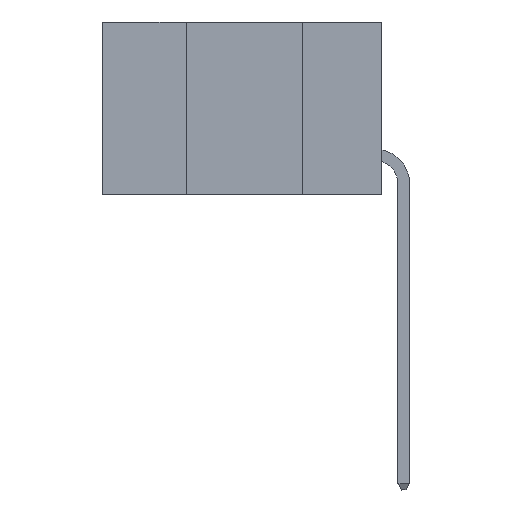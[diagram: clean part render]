
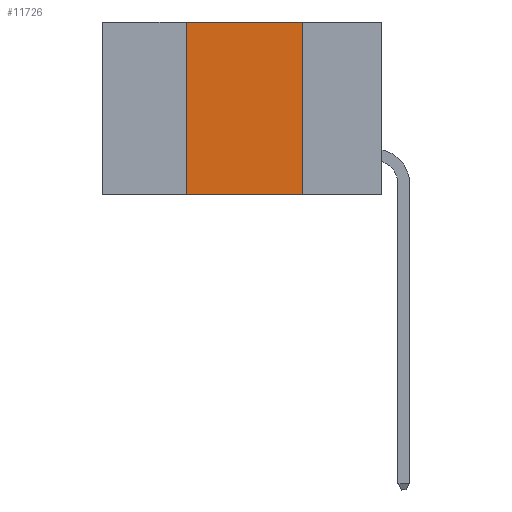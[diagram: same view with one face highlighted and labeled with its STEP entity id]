
A CAD part, left-side view. The second image highlights one B-rep face of the part: STEP entity #11726.
In plain terms, the highlighted planar face has unit normal (-1, 0, 0).
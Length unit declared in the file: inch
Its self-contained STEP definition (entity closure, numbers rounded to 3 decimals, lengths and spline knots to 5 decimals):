
#724 = EDGE_LOOP ( 'NONE', ( #18543, #17383, #11662, #14670 ) ) ;
#1096 = DIRECTION ( 'NONE',  ( 0., -1., 0. ) ) ;
#2230 = CARTESIAN_POINT ( 'NONE',  ( 0., 0.17, 0. ) ) ;
#3212 = LINE ( 'NONE', #20680, #15751 ) ;
#4827 = CARTESIAN_POINT ( 'NONE',  ( 0., 0.42, 0. ) ) ;
#5321 = CARTESIAN_POINT ( 'NONE',  ( 0., 0.17, -0.37 ) ) ;
#6084 = DIRECTION ( 'NONE',  ( 0., -1., 0. ) ) ;
#6276 = VECTOR ( 'NONE', #1096, 39.37008 ) ;
#6289 = CARTESIAN_POINT ( 'NONE',  ( 0., 0.6, 0. ) ) ;
#6644 = DIRECTION ( 'NONE',  ( 0., 0., 1. ) ) ;
#7451 = EDGE_CURVE ( 'NONE', #10629, #19926, #9761, .T. ) ;
#7551 = EDGE_CURVE ( 'NONE', #19926, #18679, #11744, .T. ) ;
#8804 = DIRECTION ( 'NONE',  ( 0., 0., -1. ) ) ;
#9761 = LINE ( 'NONE', #4827, #15465 ) ;
#10629 = VERTEX_POINT ( 'NONE', #22620 ) ;
#10985 = VECTOR ( 'NONE', #8804, 39.37008 ) ;
#11185 = EDGE_CURVE ( 'NONE', #10629, #20753, #3212, .T. ) ;
#11309 = CARTESIAN_POINT ( 'NONE',  ( 0., 0.42, 0. ) ) ;
#11662 = ORIENTED_EDGE ( 'NONE', *, *, #7451, .F. ) ;
#11726 = ADVANCED_FACE ( 'NONE', ( #18039 ), #21975, .F. ) ;
#11744 = LINE ( 'NONE', #12101, #6276 ) ;
#12101 = CARTESIAN_POINT ( 'NONE',  ( 0., 0.6, 0. ) ) ;
#13539 = DIRECTION ( 'NONE',  ( 1., 0., 0. ) ) ;
#14670 = ORIENTED_EDGE ( 'NONE', *, *, #11185, .T. ) ;
#15465 = VECTOR ( 'NONE', #6644, 39.37008 ) ;
#15498 = CARTESIAN_POINT ( 'NONE',  ( 0., 0.17, 0. ) ) ;
#15751 = VECTOR ( 'NONE', #6084, 39.37008 ) ;
#16883 = AXIS2_PLACEMENT_3D ( 'NONE', #6289, #13539, #23479 ) ;
#17383 = ORIENTED_EDGE ( 'NONE', *, *, #7551, .F. ) ;
#18039 = FACE_OUTER_BOUND ( 'NONE', #724, .T. ) ;
#18543 = ORIENTED_EDGE ( 'NONE', *, *, #22116, .F. ) ;
#18679 = VERTEX_POINT ( 'NONE', #15498 ) ;
#19926 = VERTEX_POINT ( 'NONE', #11309 ) ;
#20680 = CARTESIAN_POINT ( 'NONE',  ( 0., 0.6, -0.37 ) ) ;
#20753 = VERTEX_POINT ( 'NONE', #5321 ) ;
#21975 = PLANE ( 'NONE',  #16883 ) ;
#22116 = EDGE_CURVE ( 'NONE', #18679, #20753, #22461, .T. ) ;
#22461 = LINE ( 'NONE', #2230, #10985 ) ;
#22620 = CARTESIAN_POINT ( 'NONE',  ( 0., 0.42, -0.37 ) ) ;
#23479 = DIRECTION ( 'NONE',  ( 0., 0., -1. ) ) ;
